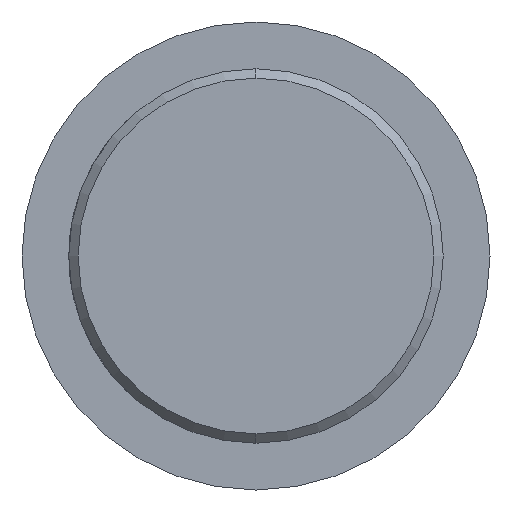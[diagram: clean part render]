
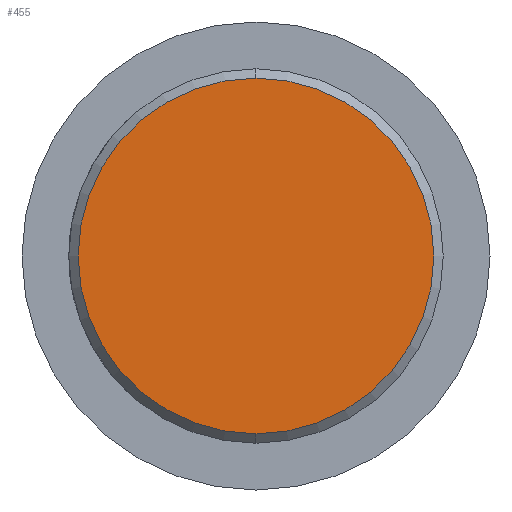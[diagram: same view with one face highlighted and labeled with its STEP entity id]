
A CAD part, left-side view. The second image highlights one B-rep face of the part: STEP entity #455.
In plain terms, the highlighted face is planar.
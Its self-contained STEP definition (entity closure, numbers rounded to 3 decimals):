
#257=CARTESIAN_POINT('',(0.,0.,0.));
#258=DIRECTION('',(0.,0.,1.));
#259=DIRECTION('',(-1.,0.,0.));
#260=AXIS2_PLACEMENT_3D('',#257,#258,#259);
#265=CARTESIAN_POINT('',(0.,0.,0.));
#266=DIRECTION('',(0.,0.,-1.));
#267=DIRECTION('',(-1.,0.,0.));
#268=AXIS2_PLACEMENT_3D('',#265,#266,#267);
#288=CARTESIAN_POINT('',(-4.75,0.,0.));
#290=VERTEX_POINT('',#288);
#292=CARTESIAN_POINT('',(4.75,0.,0.));
#294=VERTEX_POINT('',#292);
#446=CARTESIAN_POINT('',(0.,0.,0.));
#447=DIRECTION('',(0.,0.,-1.));
#448=DIRECTION('',(1.,0.,0.));
#449=AXIS2_PLACEMENT_3D('',#446,#447,#448);
#450=PLANE('',#449);
#451=ORIENTED_EDGE('',*,*,#439,.F.);
#452=ORIENTED_EDGE('',*,*,#428,.T.);
#453=EDGE_LOOP('',(#451,#452));
#454=FACE_OUTER_BOUND('',#453,.F.);
#261=CIRCLE('',#260,4.75);
#269=CIRCLE('',#268,4.75);
#428=EDGE_CURVE('',#290,#294,#269,.T.);
#439=EDGE_CURVE('',#290,#294,#261,.T.);
#455=ADVANCED_FACE('',(#454),#450,.F.);
